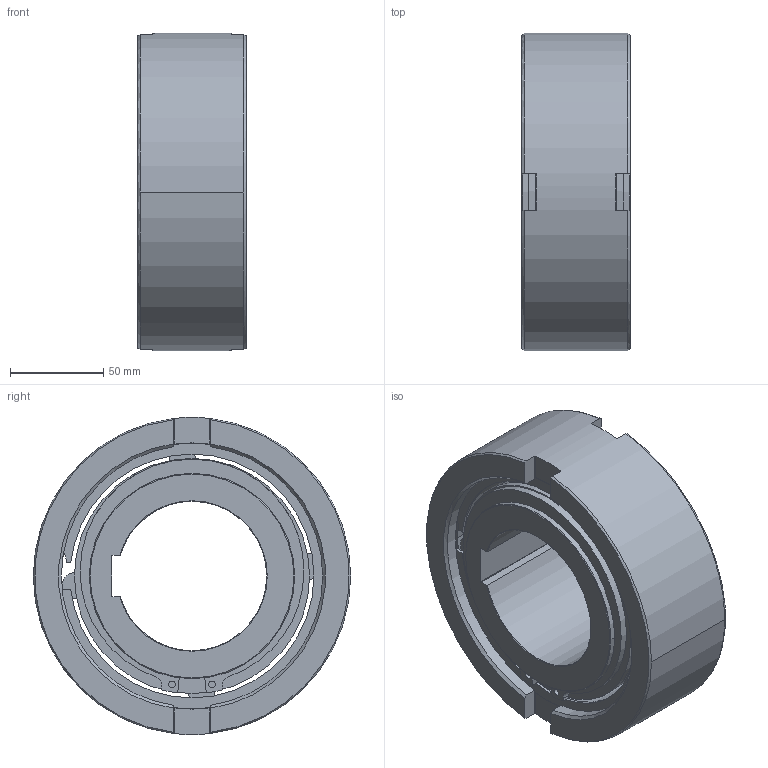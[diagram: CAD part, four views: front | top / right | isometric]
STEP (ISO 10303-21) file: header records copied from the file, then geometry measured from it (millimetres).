
FILE_DESCRIPTION((''),'2;1');
FILE_NAME('FREILAUF_ASNU80_ASM','2025-05-06T10:49:42',('Administrator'),(''),'CREO PARAMETRIC BY PTC INC, 2020414','CREO PARAMETRIC BY PTC INC, 2020414','');
FILE_SCHEMA(('AUTOMOTIVE_DESIGN { 1 0 10303 214 1 1 1 1 }'));
Length unit declared in the file: millimetre
Products named in the file (11): STERN_ASNU80_NICO_1; DRUCKBOLZEN_AS8_1; DRUCKFEDER_AS8_5_1; ANFED_KPL_AS8_6_AS8_5_ASM_1_ASM; ROLLE_14X36_1; A-RING_ASNU80_NICO_1; SCHEIBE_ASNU80_NICO_1; ESB142_NICO_1; DIN471_110X4_M_1; FREILAUF_ASNU80_NICO_ASM_1_ASM; FREILAUF_ASNU80_ASM
Assembly tree (23 placements, depth 4):
  FREILAUF_ASNU80_ASM
    FREILAUF_ASNU80_NICO_ASM_1_ASM
      STERN_ASNU80_NICO_1
      ANFED_KPL_AS8_6_AS8_5_ASM_1_ASM  x8
        DRUCKBOLZEN_AS8_1
        DRUCKFEDER_AS8_5_1
      ROLLE_14X36_1  x4
      A-RING_ASNU80_NICO_1
      SCHEIBE_ASNU80_NICO_1  x2
      ESB142_NICO_1  x2
      DIN471_110X4_M_1  x2
Bounding box: 58 x 170 x 169.88 mm (x, y, z)
Volume: 810529.1 mm3; surface area: 178125.3 mm2
Topology: 28 solids, 28 shells, 372 faces, 914 edges, 604 vertices
Faces by surface type: cylinder 129, plane 113, cone 66, bspline 48, torus 16
Entity records: 8274 total; most frequent: CARTESIAN_POINT 2685, DIRECTION 1115, ORIENTED_EDGE 972, EDGE_CURVE 486, AXIS2_PLACEMENT_3D 459, VERTEX_POINT 333, CIRCLE 215, EDGE_LOOP 209
